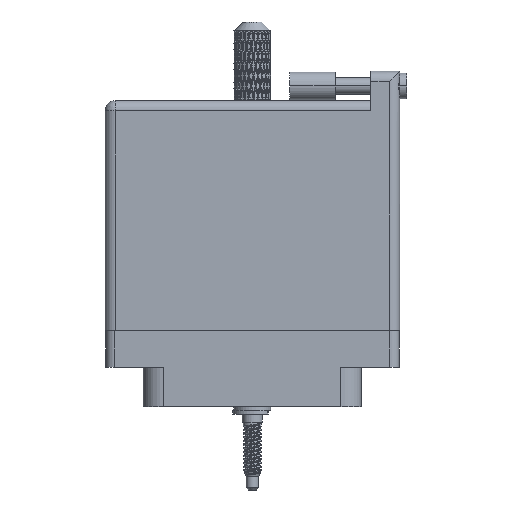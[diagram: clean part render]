
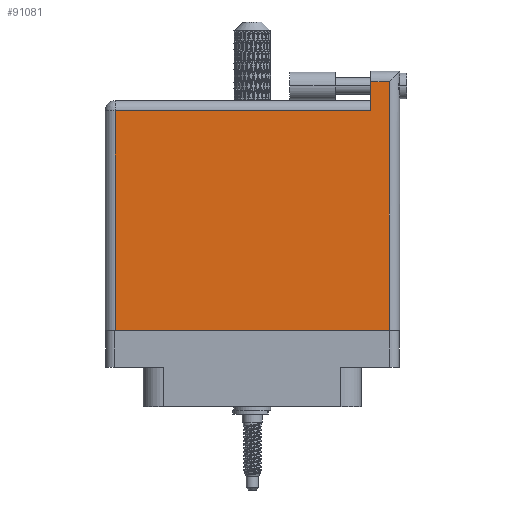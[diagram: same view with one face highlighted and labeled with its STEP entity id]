
A CAD part, front view. The second image highlights one B-rep face of the part: STEP entity #91081.
In plain terms, the highlighted face is planar.
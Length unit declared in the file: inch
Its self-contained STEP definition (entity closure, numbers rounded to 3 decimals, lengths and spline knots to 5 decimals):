
#587 = EDGE_CURVE ( 'NONE', #59096, #81607, #73910, .T. ) ;
#8252 = EDGE_LOOP ( 'NONE', ( #75194, #34705, #9442, #57908, #97457, #14983 ) ) ;
#9442 = ORIENTED_EDGE ( 'NONE', *, *, #27993, .T. ) ;
#11662 = DIRECTION ( 'NONE',  ( 0., 0., -1. ) ) ;
#12877 = VECTOR ( 'NONE', #83234, 39.37008 ) ;
#14774 = VERTEX_POINT ( 'NONE', #72858 ) ;
#14983 = ORIENTED_EDGE ( 'NONE', *, *, #39954, .T. ) ;
#19610 = FACE_OUTER_BOUND ( 'NONE', #8252, .T. ) ;
#22601 = VERTEX_POINT ( 'NONE', #55052 ) ;
#23314 = CARTESIAN_POINT ( 'NONE',  ( -1.004, 1.596, 0.4495 ) ) ;
#27993 = EDGE_CURVE ( 'NONE', #14774, #70817, #33246, .T. ) ;
#29462 = DIRECTION ( 'NONE',  ( -1., 0., 0. ) ) ;
#29807 = EDGE_CURVE ( 'NONE', #70817, #50567, #95440, .T. ) ;
#30211 = CARTESIAN_POINT ( 'NONE',  ( 0.807, 1.666, 0.4495 ) ) ;
#33246 = LINE ( 'NONE', #23314, #67636 ) ;
#34705 = ORIENTED_EDGE ( 'NONE', *, *, #52355, .T. ) ;
#35166 = CARTESIAN_POINT ( 'NONE',  ( -1.004, -0.1, 0.4495 ) ) ;
#39373 = VECTOR ( 'NONE', #72143, 39.37008 ) ;
#39954 = EDGE_CURVE ( 'NONE', #22601, #59096, #85878, .T. ) ;
#41646 = CARTESIAN_POINT ( 'NONE',  ( -0.934, -0.1, 0.4495 ) ) ;
#42112 = LINE ( 'NONE', #87311, #63716 ) ;
#42472 = CARTESIAN_POINT ( 'NONE',  ( -0.934, -0.1, 0.4495 ) ) ;
#46820 = CARTESIAN_POINT ( 'NONE',  ( -1.004, 1.396, 0.4495 ) ) ;
#50125 = DIRECTION ( 'NONE',  ( 0., -1., 0. ) ) ;
#50567 = VERTEX_POINT ( 'NONE', #76280 ) ;
#52355 = EDGE_CURVE ( 'NONE', #81607, #14774, #42112, .T. ) ;
#55052 = CARTESIAN_POINT ( 'NONE',  ( -0.934, 1.396, 0.4495 ) ) ;
#55954 = AXIS2_PLACEMENT_3D ( 'NONE', #99614, #11662, #75339 ) ;
#57908 = ORIENTED_EDGE ( 'NONE', *, *, #29807, .T. ) ;
#59096 = VERTEX_POINT ( 'NONE', #42472 ) ;
#62492 = DIRECTION ( 'NONE',  ( -1., 0., 0. ) ) ;
#63716 = VECTOR ( 'NONE', #70187, 39.37008 ) ;
#65529 = EDGE_CURVE ( 'NONE', #50567, #22601, #94503, .T. ) ;
#67636 = VECTOR ( 'NONE', #62492, 39.37008 ) ;
#70187 = DIRECTION ( 'NONE',  ( 0., 1., 0. ) ) ;
#70817 = VERTEX_POINT ( 'NONE', #94418 ) ;
#72143 = DIRECTION ( 'NONE',  ( 0., -1., 0. ) ) ;
#72858 = CARTESIAN_POINT ( 'NONE',  ( 0.934, 1.596, 0.4495 ) ) ;
#73910 = LINE ( 'NONE', #35166, #12877 ) ;
#75194 = ORIENTED_EDGE ( 'NONE', *, *, #587, .T. ) ;
#75339 = DIRECTION ( 'NONE',  ( -1., 0., 0. ) ) ;
#76280 = CARTESIAN_POINT ( 'NONE',  ( 0.807, 1.396, 0.4495 ) ) ;
#80701 = VECTOR ( 'NONE', #50125, 39.37008 ) ;
#81607 = VERTEX_POINT ( 'NONE', #104546 ) ;
#83234 = DIRECTION ( 'NONE',  ( 1., 0., 0. ) ) ;
#84993 = PLANE ( 'NONE',  #55954 ) ;
#85878 = LINE ( 'NONE', #41646, #80701 ) ;
#87311 = CARTESIAN_POINT ( 'NONE',  ( 0.934, 1.666, 0.4495 ) ) ;
#91081 = ADVANCED_FACE ( 'NONE', ( #19610 ), #84993, .F. ) ;
#94418 = CARTESIAN_POINT ( 'NONE',  ( 0.807, 1.596, 0.4495 ) ) ;
#94503 = LINE ( 'NONE', #46820, #99658 ) ;
#95440 = LINE ( 'NONE', #30211, #39373 ) ;
#97457 = ORIENTED_EDGE ( 'NONE', *, *, #65529, .T. ) ;
#99614 = CARTESIAN_POINT ( 'NONE',  ( -1.004, 1.466, 0.4495 ) ) ;
#99658 = VECTOR ( 'NONE', #29462, 39.37008 ) ;
#104546 = CARTESIAN_POINT ( 'NONE',  ( 0.934, -0.1, 0.4495 ) ) ;
